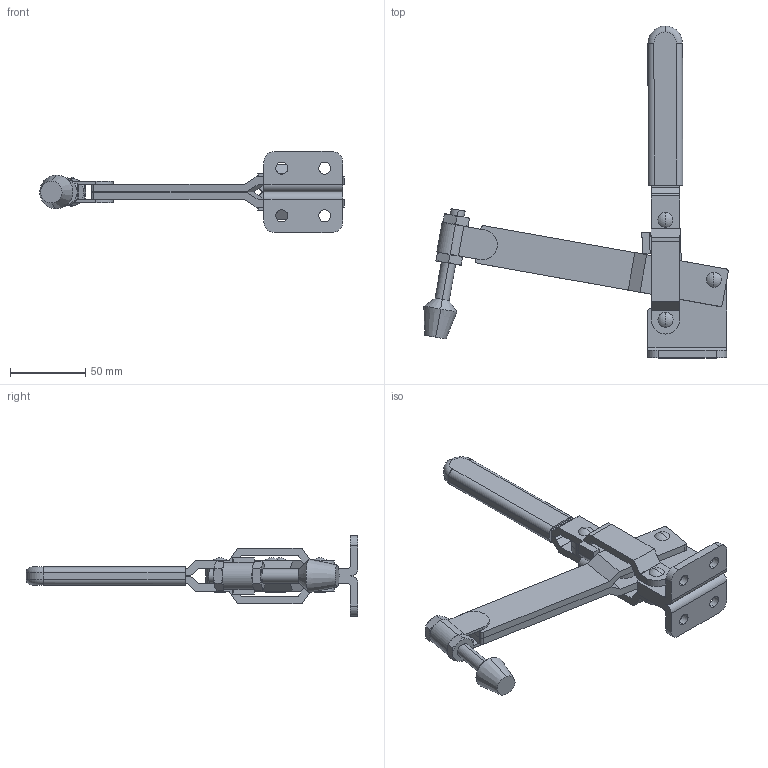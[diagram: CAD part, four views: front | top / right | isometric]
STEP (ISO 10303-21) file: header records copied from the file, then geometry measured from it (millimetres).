
FILE_DESCRIPTION (( 'STEP AP214' ), '1' );
FILE_NAME ('GH-12315(Â²¤Æ).STEP', '2020-05-21T08:16:42', ( 'LinWei' ), ( '' ), 'SwSTEP 2.0', 'SolidWorks 2016', '' );
FILE_SCHEMA (( 'AUTOMOTIVE_DESIGN' ));
Length unit declared in the file: millimetre
Products named in the file (6): Group4^GH-12305(簡化); Group2^GH-12315(簡化); Group1^GH-12315(簡化); Group5^GH-12315(簡化); Group3^GH-12315(簡化); GH-12315(簡化)
Assembly tree (5 placements, depth 2):
  GH-12315(簡化)
    Group3^GH-12315(簡化)
    Group5^GH-12315(簡化)
    Group1^GH-12315(簡化)
    Group2^GH-12315(簡化)
    Group4^GH-12305(簡化)
Bounding box: 202.66 x 221 x 54 mm (x, y, z)
Volume: 153590.9 mm3; surface area: 63620.9 mm2
Topology: 5 solids, 5 shells, 296 faces, 749 edges, 479 vertices
Faces by surface type: plane 133, cylinder 115, cone 28, torus 12, sphere 8
Entity records: 10302 total; most frequent: CARTESIAN_POINT 1892, DIRECTION 1590, ORIENTED_EDGE 1498, EDGE_CURVE 749, AXIS2_PLACEMENT_3D 597, VERTEX_POINT 479, VECTOR 396, LINE 396
